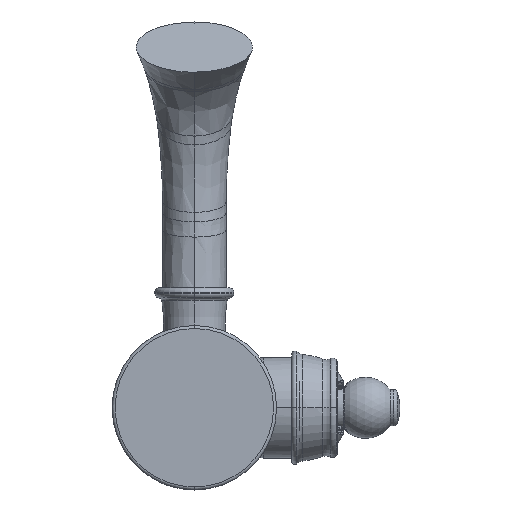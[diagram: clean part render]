
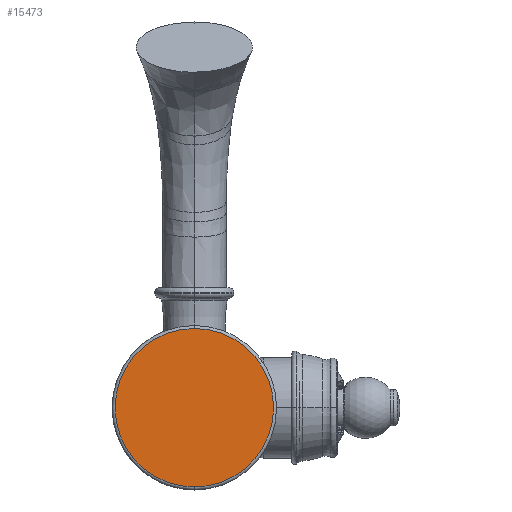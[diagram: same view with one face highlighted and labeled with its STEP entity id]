
A CAD part, front view. The second image highlights one B-rep face of the part: STEP entity #15473.
In plain terms, the highlighted planar face has unit normal (0, -1, 0).
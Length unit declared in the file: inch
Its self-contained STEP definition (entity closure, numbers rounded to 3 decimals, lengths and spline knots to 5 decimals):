
#5614=CARTESIAN_POINT('',(0.,0.,0.));
#5615=DIRECTION('',(0.,1.,0.));
#5616=DIRECTION('',(0.,0.,-1.));
#5617=AXIS2_PLACEMENT_3D('',#5614,#5615,#5616);
#5622=CARTESIAN_POINT('',(0.,0.,0.));
#5623=DIRECTION('',(0.,1.,0.));
#5624=DIRECTION('',(0.,0.,1.));
#5625=AXIS2_PLACEMENT_3D('',#5622,#5623,#5624);
#7678=CARTESIAN_POINT('',(0.,0.,-1.12577));
#7679=CARTESIAN_POINT('',(0.,0.,1.12577));
#7680=VERTEX_POINT('',#7678);
#7681=VERTEX_POINT('',#7679);
#15464=CARTESIAN_POINT('',(0.,0.,0.));
#15465=DIRECTION('',(0.,-1.,0.));
#15466=DIRECTION('',(0.,0.,1.));
#15467=AXIS2_PLACEMENT_3D('',#15464,#15465,#15466);
#15468=PLANE('',#15467);
#15469=ORIENTED_EDGE('',*,*,#15430,.T.);
#15470=ORIENTED_EDGE('',*,*,#15451,.T.);
#15471=EDGE_LOOP('',(#15469,#15470));
#15472=FACE_OUTER_BOUND('',#15471,.F.);
#5618=CIRCLE('',#5617,1.12577);
#5626=CIRCLE('',#5625,1.12577);
#15430=EDGE_CURVE('',#7680,#7681,#5618,.T.);
#15451=EDGE_CURVE('',#7681,#7680,#5626,.T.);
#15473=ADVANCED_FACE('',(#15472),#15468,.T.);
